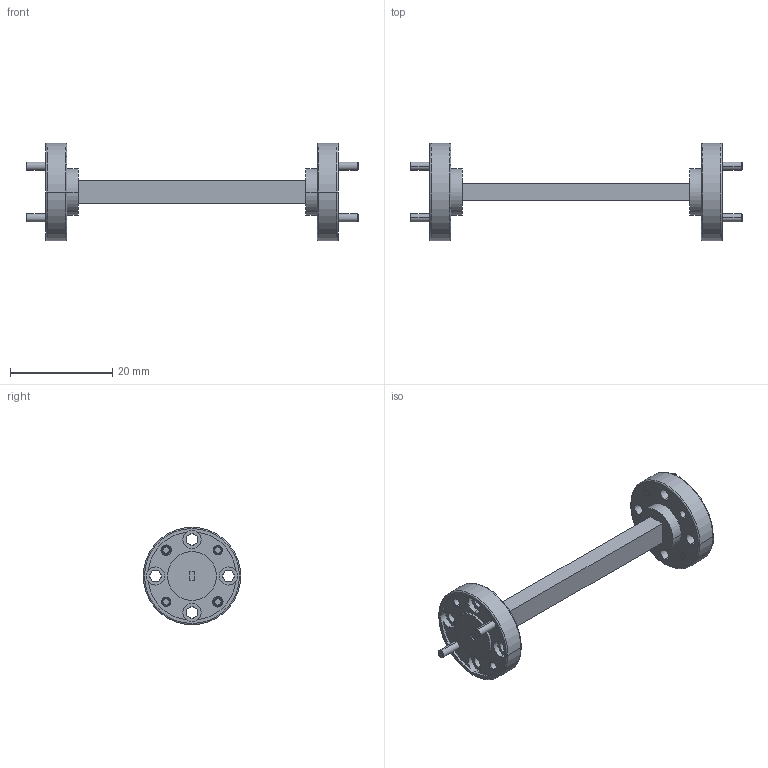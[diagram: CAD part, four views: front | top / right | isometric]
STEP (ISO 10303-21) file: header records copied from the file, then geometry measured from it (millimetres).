
FILE_DESCRIPTION (( 'STEP AP203' ), '1' );
FILE_NAME ('SWG-06023-FB-A-2.25-P.STEP', '2021-11-24T01:12:01', ( '' ), ( '' ), 'SwSTEP 2.0', 'SolidWorks 2021', '' );
FILE_SCHEMA (( 'CONFIG_CONTROL_DESIGN' ));
Length unit declared in the file: inch
Products named in the file (1): SWG-06023-FB-A-2.25-P
Bounding box: 64.9 x 19.05 x 19.05 mm (x, y, z)
Volume: 2956.7 mm3; surface area: 2940.4 mm2
Topology: 5 solids, 5 shells, 156 faces, 368 edges, 232 vertices
Faces by surface type: cylinder 76, plane 40, cone 32, torus 8
Entity records: 4683 total; most frequent: DIRECTION 898, CARTESIAN_POINT 757, ORIENTED_EDGE 736, AXIS2_PLACEMENT_3D 373, EDGE_CURVE 368, VERTEX_POINT 232, CIRCLE 216, EDGE_LOOP 198
